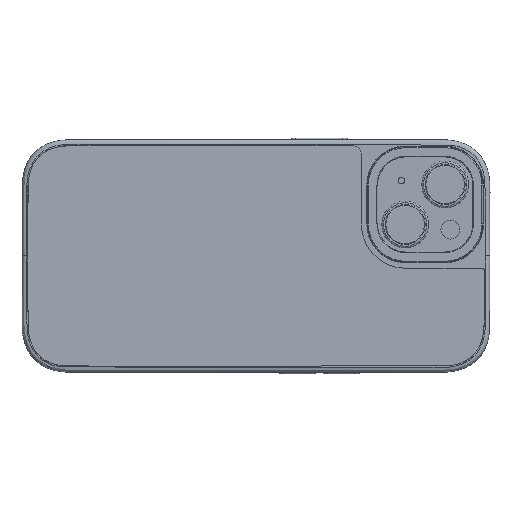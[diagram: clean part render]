
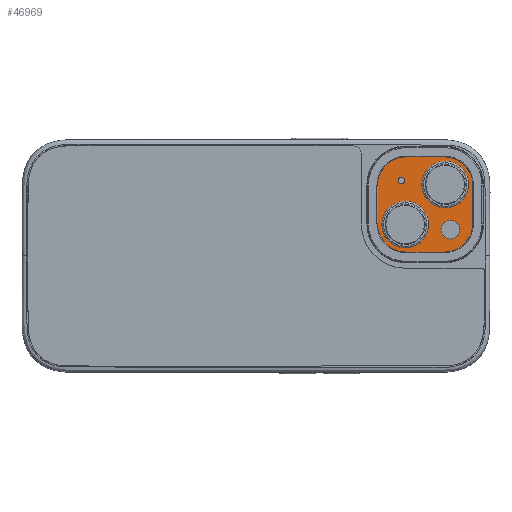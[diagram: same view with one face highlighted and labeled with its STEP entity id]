
A CAD part, top view. The second image highlights one B-rep face of the part: STEP entity #46969.
In plain terms, the highlighted face is planar.
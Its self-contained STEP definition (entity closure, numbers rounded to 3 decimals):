
#36496=CARTESIAN_POINT('',(22.819,60.811,-5.765));
#36497=DIRECTION('',(0.,0.,-1.));
#36498=DIRECTION('',(0.,1.,0.));
#36499=AXIS2_PLACEMENT_3D('',#36496,#36497,#36498);
#36509=DIRECTION('',(1.,0.,0.));
#36510=VECTOR('',#36509,12.38);
#36511=CARTESIAN_POINT('',(10.439,70.011,-5.765));
#36512=LINE('',#36511,#36510);
#36534=CARTESIAN_POINT('',(10.439,60.811,-5.765));
#36535=DIRECTION('',(0.,0.,-1.));
#36536=DIRECTION('',(-1.,0.,0.));
#36537=AXIS2_PLACEMENT_3D('',#36534,#36535,#36536);
#36563=DIRECTION('',(0.,1.,0.));
#36564=VECTOR('',#36563,12.354);
#36565=CARTESIAN_POINT('',(1.239,48.457,-5.765));
#36566=LINE('',#36565,#36564);
#36615=CARTESIAN_POINT('',(22.819,48.457,-5.765));
#36616=DIRECTION('',(0.,0.,-1.));
#36617=DIRECTION('',(1.,0.,0.));
#36618=AXIS2_PLACEMENT_3D('',#36615,#36616,#36617);
#36636=DIRECTION('',(0.,-1.,0.));
#36637=VECTOR('',#36636,12.354);
#36638=CARTESIAN_POINT('',(32.019,60.811,-5.765));
#36639=LINE('',#36638,#36637);
#36653=CARTESIAN_POINT('',(10.439,48.457,-5.765));
#36654=DIRECTION('',(0.,0.,-1.));
#36655=DIRECTION('',(0.,-1.,0.));
#36656=AXIS2_PLACEMENT_3D('',#36653,#36654,#36655);
#36666=DIRECTION('',(-1.,0.,0.));
#36667=VECTOR('',#36666,12.38);
#36668=CARTESIAN_POINT('',(22.819,39.257,-5.765));
#36669=LINE('',#36668,#36667);
#36670=CARTESIAN_POINT('',(10.171,48.175,-5.765));
#36671=DIRECTION('',(0.,0.,1.));
#36672=DIRECTION('',(1.,0.,0.));
#36673=AXIS2_PLACEMENT_3D('',#36670,#36671,#36672);
#36679=CARTESIAN_POINT('',(10.171,48.175,-5.765));
#36680=DIRECTION('',(0.,0.,1.));
#36681=DIRECTION('',(-1.,0.,0.));
#36682=AXIS2_PLACEMENT_3D('',#36679,#36680,#36681);
#36844=CARTESIAN_POINT('',(23.086,61.092,-5.765));
#36845=DIRECTION('',(0.,0.,1.));
#36846=DIRECTION('',(-1.,0.,0.));
#36847=AXIS2_PLACEMENT_3D('',#36844,#36845,#36846);
#36853=CARTESIAN_POINT('',(23.086,61.092,-5.765));
#36854=DIRECTION('',(0.,0.,1.));
#36855=DIRECTION('',(1.,0.,0.));
#36856=AXIS2_PLACEMENT_3D('',#36853,#36854,#36855);
#36862=CARTESIAN_POINT('',(24.34,46.92,-5.765));
#36863=DIRECTION('',(0.,0.,1.));
#36864=DIRECTION('',(1.,0.,0.));
#36865=AXIS2_PLACEMENT_3D('',#36862,#36863,#36864);
#36871=CARTESIAN_POINT('',(24.34,46.92,-5.765));
#36872=DIRECTION('',(0.,0.,1.));
#36873=DIRECTION('',(-1.,0.,0.));
#36874=AXIS2_PLACEMENT_3D('',#36871,#36872,#36873);
#36890=CARTESIAN_POINT('',(8.498,62.764,-5.765));
#36891=DIRECTION('',(0.,0.,1.));
#36892=DIRECTION('',(-1.,0.,0.));
#36893=AXIS2_PLACEMENT_3D('',#36890,#36891,#36892);
#36895=CARTESIAN_POINT('',(8.498,62.764,-5.765));
#36896=DIRECTION('',(0.,0.,1.));
#36897=DIRECTION('',(1.,0.,0.));
#36898=AXIS2_PLACEMENT_3D('',#36895,#36896,#36897);
#38371=CARTESIAN_POINT('',(17.706,48.175,-5.765));
#38372=CARTESIAN_POINT('',(2.636,48.175,-5.765));
#38373=VERTEX_POINT('',#38371);
#38374=VERTEX_POINT('',#38372);
#38375=CARTESIAN_POINT('',(30.621,61.092,-5.765));
#38376=CARTESIAN_POINT('',(15.551,61.092,-5.765));
#38377=VERTEX_POINT('',#38375);
#38378=VERTEX_POINT('',#38376);
#38379=CARTESIAN_POINT('',(25.39,46.92,-5.765));
#38380=CARTESIAN_POINT('',(23.29,46.92,-5.765));
#38381=VERTEX_POINT('',#38379);
#38382=VERTEX_POINT('',#38380);
#38383=CARTESIAN_POINT('',(5.458,62.764,-5.765));
#38384=CARTESIAN_POINT('',(11.538,62.764,-5.765));
#38385=VERTEX_POINT('',#38383);
#38386=VERTEX_POINT('',#38384);
#38387=CARTESIAN_POINT('',(32.019,48.457,-5.765));
#38388=CARTESIAN_POINT('',(22.819,39.257,-5.765));
#38389=VERTEX_POINT('',#38387);
#38390=VERTEX_POINT('',#38388);
#38391=CARTESIAN_POINT('',(10.439,39.257,-5.765));
#38392=VERTEX_POINT('',#38391);
#38393=CARTESIAN_POINT('',(1.239,48.457,-5.765));
#38394=VERTEX_POINT('',#38393);
#38395=CARTESIAN_POINT('',(1.239,60.811,-5.765));
#38396=VERTEX_POINT('',#38395);
#38397=CARTESIAN_POINT('',(10.439,70.011,-5.765));
#38398=VERTEX_POINT('',#38397);
#38399=CARTESIAN_POINT('',(22.819,70.011,-5.765));
#38400=VERTEX_POINT('',#38399);
#38401=CARTESIAN_POINT('',(32.019,60.811,-5.765));
#38402=VERTEX_POINT('',#38401);
#46928=CARTESIAN_POINT('',(16.629,54.634,-5.765));
#46929=DIRECTION('',(0.,0.,1.));
#46930=DIRECTION('',(-0.281,0.96,0.));
#46931=AXIS2_PLACEMENT_3D('',#46928,#46929,#46930);
#46932=PLANE('',#46931);
#46933=ORIENTED_EDGE('',*,*,#46835,.F.);
#46934=ORIENTED_EDGE('',*,*,#46921,.F.);
#46935=ORIENTED_EDGE('',*,*,#46718,.F.);
#46936=ORIENTED_EDGE('',*,*,#46733,.F.);
#46937=ORIENTED_EDGE('',*,*,#46748,.F.);
#46938=ORIENTED_EDGE('',*,*,#46764,.F.);
#46940=ORIENTED_EDGE('',*,*,#46939,.F.);
#46942=ORIENTED_EDGE('',*,*,#46941,.F.);
#46943=EDGE_LOOP('',(#46933,#46934,#46935,#46936,#46937,#46938,#46940,#46942));
#46944=FACE_OUTER_BOUND('',#46943,.F.);
#46946=ORIENTED_EDGE('',*,*,#46945,.F.);
#46948=ORIENTED_EDGE('',*,*,#46947,.F.);
#46949=EDGE_LOOP('',(#46946,#46948));
#46950=FACE_BOUND('',#46949,.F.);
#46952=ORIENTED_EDGE('',*,*,#46951,.F.);
#46954=ORIENTED_EDGE('',*,*,#46953,.F.);
#46955=EDGE_LOOP('',(#46952,#46954));
#46956=FACE_BOUND('',#46955,.F.);
#46958=ORIENTED_EDGE('',*,*,#46957,.F.);
#46960=ORIENTED_EDGE('',*,*,#46959,.F.);
#46961=EDGE_LOOP('',(#46958,#46960));
#46962=FACE_BOUND('',#46961,.F.);
#46964=ORIENTED_EDGE('',*,*,#46963,.F.);
#46966=ORIENTED_EDGE('',*,*,#46965,.F.);
#46967=EDGE_LOOP('',(#46964,#46966));
#46968=FACE_BOUND('',#46967,.F.);
#36500=CIRCLE('',#36499,9.2);
#36538=CIRCLE('',#36537,9.2);
#36619=CIRCLE('',#36618,9.2);
#36657=CIRCLE('',#36656,9.2);
#36674=CIRCLE('',#36673,7.535);
#36683=CIRCLE('',#36682,7.535);
#36848=CIRCLE('',#36847,7.535);
#36857=CIRCLE('',#36856,7.535);
#36866=CIRCLE('',#36865,1.05);
#36875=CIRCLE('',#36874,1.05);
#36894=CIRCLE('',#36893,3.04);
#36899=CIRCLE('',#36898,3.04);
#46718=EDGE_CURVE('',#38400,#38402,#36500,.T.);
#46733=EDGE_CURVE('',#38398,#38400,#36512,.T.);
#46748=EDGE_CURVE('',#38396,#38398,#36538,.T.);
#46764=EDGE_CURVE('',#38394,#38396,#36566,.T.);
#46835=EDGE_CURVE('',#38389,#38390,#36619,.T.);
#46921=EDGE_CURVE('',#38402,#38389,#36639,.T.);
#46939=EDGE_CURVE('',#38392,#38394,#36657,.T.);
#46941=EDGE_CURVE('',#38390,#38392,#36669,.T.);
#46945=EDGE_CURVE('',#38373,#38374,#36674,.T.);
#46947=EDGE_CURVE('',#38374,#38373,#36683,.T.);
#46951=EDGE_CURVE('',#38377,#38378,#36857,.T.);
#46953=EDGE_CURVE('',#38378,#38377,#36848,.T.);
#46957=EDGE_CURVE('',#38381,#38382,#36866,.T.);
#46959=EDGE_CURVE('',#38382,#38381,#36875,.T.);
#46963=EDGE_CURVE('',#38385,#38386,#36894,.T.);
#46965=EDGE_CURVE('',#38386,#38385,#36899,.T.);
#46969=ADVANCED_FACE('',(#46944,#46950,#46956,#46962,#46968),#46932,.F.);
